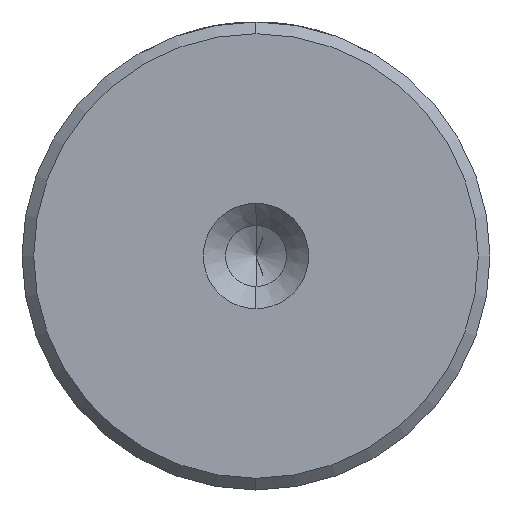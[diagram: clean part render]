
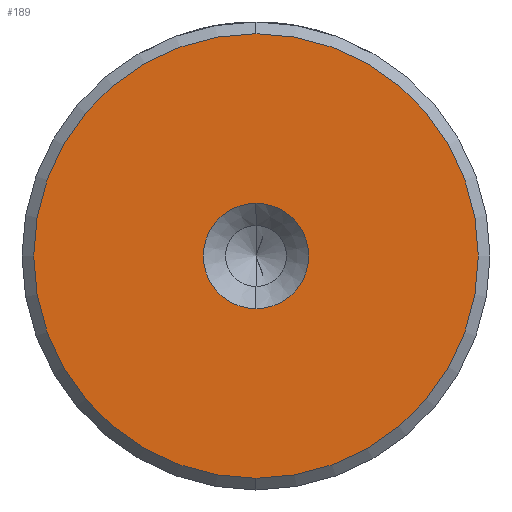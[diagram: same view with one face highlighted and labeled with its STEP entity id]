
A CAD part, left-side view. The second image highlights one B-rep face of the part: STEP entity #189.
In plain terms, the highlighted planar face has unit normal (-1, 0, 0).
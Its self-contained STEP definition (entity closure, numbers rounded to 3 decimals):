
#189 = ADVANCED_FACE ( 'NONE', ( #1990, #3492 ), #552, .T. ) ;
#203 = CARTESIAN_POINT ( 'NONE',  ( 0., 0., -9.5 ) ) ;
#276 = CARTESIAN_POINT ( 'NONE',  ( 0., 0., 0. ) ) ;
#286 = ORIENTED_EDGE ( 'NONE', *, *, #2254, .T. ) ;
#546 = DIRECTION ( 'NONE',  ( -1., 0., 0. ) ) ;
#552 = PLANE ( 'NONE',  #3235 ) ;
#623 = CARTESIAN_POINT ( 'NONE',  ( 0., 0., 9.5 ) ) ;
#722 = EDGE_CURVE ( 'NONE', #1244, #1562, #2137, .T. ) ;
#723 = ORIENTED_EDGE ( 'NONE', *, *, #3121, .T. ) ;
#730 = EDGE_LOOP ( 'NONE', ( #1700, #3060 ) ) ;
#781 = DIRECTION ( 'NONE',  ( -1., 0., 0. ) ) ;
#878 = CARTESIAN_POINT ( 'NONE',  ( 0., 0., 0. ) ) ;
#1005 = CIRCLE ( 'NONE', #1486, 9.5 ) ;
#1142 = DIRECTION ( 'NONE',  ( 0., 0., 1. ) ) ;
#1244 = VERTEX_POINT ( 'NONE', #2822 ) ;
#1267 = CARTESIAN_POINT ( 'NONE',  ( 0., 0., 0. ) ) ;
#1282 = AXIS2_PLACEMENT_3D ( 'NONE', #3229, #1520, #3516 ) ;
#1486 = AXIS2_PLACEMENT_3D ( 'NONE', #1267, #3271, #1569 ) ;
#1520 = DIRECTION ( 'NONE',  ( -1., 0., 0. ) ) ;
#1562 = VERTEX_POINT ( 'NONE', #3224 ) ;
#1569 = DIRECTION ( 'NONE',  ( 0., 0., 1. ) ) ;
#1700 = ORIENTED_EDGE ( 'NONE', *, *, #3651, .F. ) ;
#1990 = FACE_OUTER_BOUND ( 'NONE', #2307, .T. ) ;
#2047 = CIRCLE ( 'NONE', #2556, 9.5 ) ;
#2137 = CIRCLE ( 'NONE', #1282, 2.25 ) ;
#2254 = EDGE_CURVE ( 'NONE', #3677, #3216, #1005, .T. ) ;
#2307 = EDGE_LOOP ( 'NONE', ( #286, #723 ) ) ;
#2495 = CARTESIAN_POINT ( 'NONE',  ( 0., 0., 0. ) ) ;
#2533 = CIRCLE ( 'NONE', #2984, 2.25 ) ;
#2556 = AXIS2_PLACEMENT_3D ( 'NONE', #878, #2878, #1142 ) ;
#2774 = DIRECTION ( 'NONE',  ( 0., 0., 1. ) ) ;
#2822 = CARTESIAN_POINT ( 'NONE',  ( 0., 0., -2.25 ) ) ;
#2878 = DIRECTION ( 'NONE',  ( -1., 0., 0. ) ) ;
#2984 = AXIS2_PLACEMENT_3D ( 'NONE', #2495, #781, #2774 ) ;
#3060 = ORIENTED_EDGE ( 'NONE', *, *, #722, .F. ) ;
#3121 = EDGE_CURVE ( 'NONE', #3216, #3677, #2047, .T. ) ;
#3216 = VERTEX_POINT ( 'NONE', #623 ) ;
#3224 = CARTESIAN_POINT ( 'NONE',  ( 0., 0., 2.25 ) ) ;
#3229 = CARTESIAN_POINT ( 'NONE',  ( 0., 0., 0. ) ) ;
#3235 = AXIS2_PLACEMENT_3D ( 'NONE', #276, #546, #3667 ) ;
#3271 = DIRECTION ( 'NONE',  ( -1., 0., 0. ) ) ;
#3492 = FACE_BOUND ( 'NONE', #730, .T. ) ;
#3516 = DIRECTION ( 'NONE',  ( 0., 0., 1. ) ) ;
#3651 = EDGE_CURVE ( 'NONE', #1562, #1244, #2533, .T. ) ;
#3667 = DIRECTION ( 'NONE',  ( 0., 0., 1. ) ) ;
#3677 = VERTEX_POINT ( 'NONE', #203 ) ;
